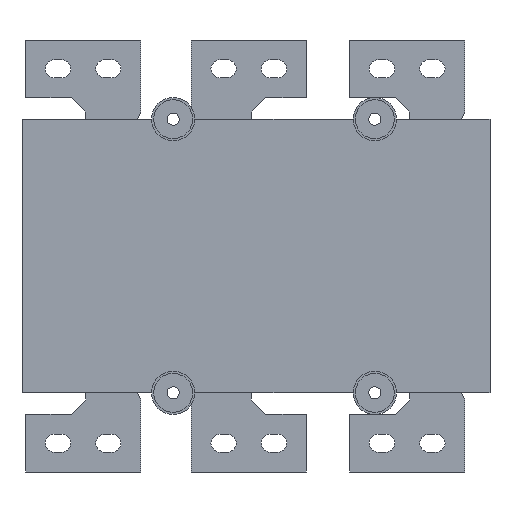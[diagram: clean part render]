
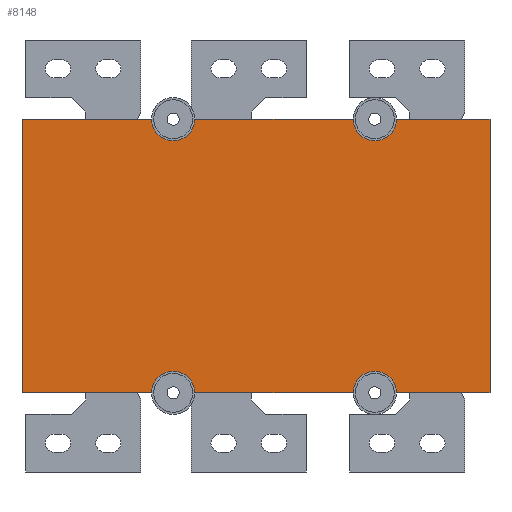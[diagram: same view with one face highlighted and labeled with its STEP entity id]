
A CAD part, front view. The second image highlights one B-rep face of the part: STEP entity #8148.
In plain terms, the highlighted planar face has unit normal (0, -1, 0).
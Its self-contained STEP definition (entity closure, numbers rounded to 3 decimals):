
#6509=CARTESIAN_POINT('',(183.535,-26.582,0.0));
#6510=VERTEX_POINT('',#6509);
#6511=CARTESIAN_POINT('',(248.535,-26.582,0.0));
#6512=VERTEX_POINT('',#6511);
#6513=CARTESIAN_POINT('',(183.535,-26.582,0.0));
#6514=DIRECTION('',(1.0,0.0,0.0));
#6515=VECTOR('',#6514,65.);
#6516=LINE('',#6513,#6515);
#6517=EDGE_CURVE('',#6510,#6512,#6516,.T.);
#6983=CARTESIAN_POINT('',(13.535,-26.582,0.0));
#6984=VERTEX_POINT('',#6983);
#6991=CARTESIAN_POINT('',(-76.465,-26.582,0.0));
#6992=VERTEX_POINT('',#6991);
#6993=CARTESIAN_POINT('',(-76.465,-26.582,0.0));
#6994=DIRECTION('',(1.0,0.0,0.0));
#6995=VECTOR('',#6994,90.);
#6996=LINE('',#6993,#6995);
#6997=EDGE_CURVE('',#6992,#6984,#6996,.T.);
#7092=CARTESIAN_POINT('',(183.535,-26.582,190.0));
#7093=VERTEX_POINT('',#7092);
#7100=CARTESIAN_POINT('',(248.535,-26.582,190.0));
#7101=VERTEX_POINT('',#7100);
#7102=CARTESIAN_POINT('',(248.535,-26.582,190.0));
#7103=DIRECTION('',(-1.0,0.0,0.0));
#7104=VECTOR('',#7103,65.);
#7105=LINE('',#7102,#7104);
#7106=EDGE_CURVE('',#7101,#7093,#7105,.T.);
#7138=CARTESIAN_POINT('',(-76.465,-26.582,190.0));
#7139=VERTEX_POINT('',#7138);
#7146=CARTESIAN_POINT('',(13.535,-26.582,190.0));
#7147=VERTEX_POINT('',#7146);
#7148=CARTESIAN_POINT('',(13.535,-26.582,190.0));
#7149=DIRECTION('',(-1.0,0.0,0.0));
#7150=VECTOR('',#7149,90.);
#7151=LINE('',#7148,#7150);
#7152=EDGE_CURVE('',#7147,#7139,#7151,.T.);
#7523=CARTESIAN_POINT('',(153.535,-26.582,0.0));
#7524=VERTEX_POINT('',#7523);
#7525=CARTESIAN_POINT('',(168.535,-26.582,0.0));
#7526=DIRECTION('',(0.0,1.0,0.0));
#7527=DIRECTION('',(-1.0,0.0,0.0));
#7528=AXIS2_PLACEMENT_3D('',#7525,#7526,#7527);
#7529=CIRCLE('',#7528,15.0);
#7530=EDGE_CURVE('',#7524,#6510,#7529,.T.);
#7635=CARTESIAN_POINT('',(43.535,-26.582,0.0));
#7636=VERTEX_POINT('',#7635);
#7645=CARTESIAN_POINT('',(28.535,-26.582,0.));
#7646=DIRECTION('',(0.0,1.0,0.0));
#7647=DIRECTION('',(-1.0,0.0,0.0));
#7648=AXIS2_PLACEMENT_3D('',#7645,#7646,#7647);
#7649=CIRCLE('',#7648,15.0);
#7650=EDGE_CURVE('',#6984,#7636,#7649,.T.);
#7753=CARTESIAN_POINT('',(43.535,-26.582,0.0));
#7754=DIRECTION('',(1.0,0.0,0.0));
#7755=VECTOR('',#7754,110.0);
#7756=LINE('',#7753,#7755);
#7757=EDGE_CURVE('',#7636,#7524,#7756,.T.);
#7994=CARTESIAN_POINT('',(153.535,-26.582,190.0));
#7995=VERTEX_POINT('',#7994);
#8004=CARTESIAN_POINT('',(168.535,-26.582,190.0));
#8005=DIRECTION('',(0.0,1.0,0.0));
#8006=DIRECTION('',(-1.0,0.0,0.0));
#8007=AXIS2_PLACEMENT_3D('',#8004,#8005,#8006);
#8008=CIRCLE('',#8007,15.0);
#8009=EDGE_CURVE('',#7093,#7995,#8008,.T.);
#8048=CARTESIAN_POINT('',(43.535,-26.582,190.));
#8049=VERTEX_POINT('',#8048);
#8050=CARTESIAN_POINT('',(28.535,-26.582,190.));
#8051=DIRECTION('',(0.0,1.0,0.0));
#8052=DIRECTION('',(-1.0,0.0,0.0));
#8053=AXIS2_PLACEMENT_3D('',#8050,#8051,#8052);
#8054=CIRCLE('',#8053,15.0);
#8055=EDGE_CURVE('',#8049,#7147,#8054,.T.);
#8102=CARTESIAN_POINT('',(153.535,-26.582,190.0));
#8103=DIRECTION('',(-1.0,0.0,0.0));
#8104=VECTOR('',#8103,110.);
#8105=LINE('',#8102,#8104);
#8106=EDGE_CURVE('',#7995,#8049,#8105,.T.);
#8119=CARTESIAN_POINT('',(248.535,-26.582,0.0));
#8120=DIRECTION('',(0.0,-1.0,0.0));
#8121=DIRECTION('',(0.0,0.0,-1.0));
#8122=AXIS2_PLACEMENT_3D('',#8119,#8120,#8121);
#8123=PLANE('',#8122);
#8124=ORIENTED_EDGE('',*,*,#7530,.T.);
#8125=ORIENTED_EDGE('',*,*,#6517,.T.);
#8126=CARTESIAN_POINT('',(248.535,-26.582,0.0));
#8127=DIRECTION('',(0.0,0.0,1.0));
#8128=VECTOR('',#8127,190.0);
#8129=LINE('',#8126,#8128);
#8130=EDGE_CURVE('',#6512,#7101,#8129,.T.);
#8131=ORIENTED_EDGE('',*,*,#8130,.T.);
#8132=ORIENTED_EDGE('',*,*,#7106,.T.);
#8133=ORIENTED_EDGE('',*,*,#8009,.T.);
#8134=ORIENTED_EDGE('',*,*,#8106,.T.);
#8135=ORIENTED_EDGE('',*,*,#8055,.T.);
#8136=ORIENTED_EDGE('',*,*,#7152,.T.);
#8137=CARTESIAN_POINT('',(-76.465,-26.582,0.0));
#8138=DIRECTION('',(0.0,0.0,1.0));
#8139=VECTOR('',#8138,190.0);
#8140=LINE('',#8137,#8139);
#8141=EDGE_CURVE('',#6992,#7139,#8140,.T.);
#8142=ORIENTED_EDGE('',*,*,#8141,.F.);
#8143=ORIENTED_EDGE('',*,*,#6997,.T.);
#8144=ORIENTED_EDGE('',*,*,#7650,.T.);
#8145=ORIENTED_EDGE('',*,*,#7757,.T.);
#8146=EDGE_LOOP('',(#8124,#8125,#8131,#8132,#8133,#8134,#8135,#8136,#8142,#8143,#8144,#8145));
#8147=FACE_OUTER_BOUND('',#8146,.T.);
#8148=ADVANCED_FACE('',(#8147),#8123,.T.);
